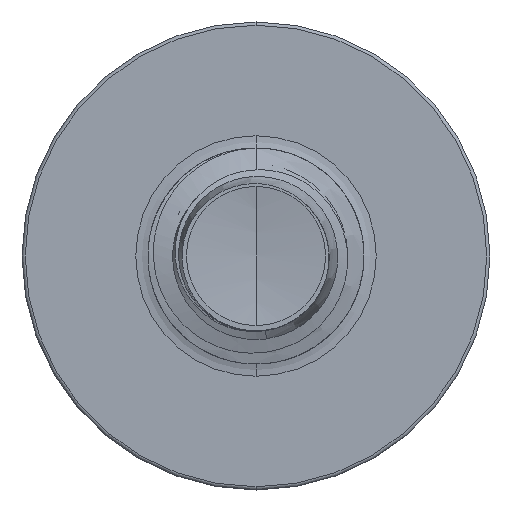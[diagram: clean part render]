
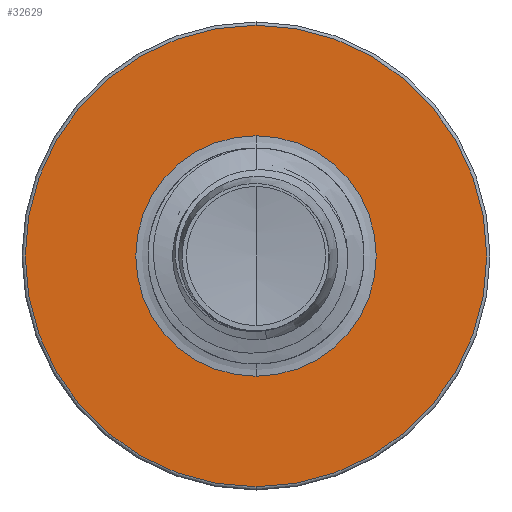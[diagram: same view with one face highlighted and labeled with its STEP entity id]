
A CAD part, front view. The second image highlights one B-rep face of the part: STEP entity #32629.
In plain terms, the highlighted planar face has unit normal (0, -1, 0).
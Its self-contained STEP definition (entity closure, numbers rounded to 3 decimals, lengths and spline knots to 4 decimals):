
#3541 = CARTESIAN_POINT ( 'NONE',  ( 0., 15., -3.205 ) ) ;
#4202 = CIRCLE ( 'NONE', #34154, 1.6704 ) ;
#4258 = CIRCLE ( 'NONE', #28515, 1.6704 ) ;
#4519 = DIRECTION ( 'NONE',  ( 0., 0., 1. ) ) ;
#4591 = DIRECTION ( 'NONE',  ( 0., 1., 0. ) ) ;
#4645 = CARTESIAN_POINT ( 'NONE',  ( 0., 15., 0. ) ) ;
#7046 = VERTEX_POINT ( 'NONE', #21158 ) ;
#8145 = PLANE ( 'NONE',  #32057 ) ;
#9569 = EDGE_LOOP ( 'NONE', ( #25417, #35985 ) ) ;
#9598 = FACE_OUTER_BOUND ( 'NONE', #9569, .T. ) ;
#9626 = CARTESIAN_POINT ( 'NONE',  ( 0., 15., 1.6704 ) ) ;
#9649 = CIRCLE ( 'NONE', #23618, 3.205 ) ;
#10343 = DIRECTION ( 'NONE',  ( 0., 0., 1. ) ) ;
#10356 = DIRECTION ( 'NONE',  ( 0., 1., 0. ) ) ;
#10402 = CARTESIAN_POINT ( 'NONE',  ( 0., 15., 0. ) ) ;
#12195 = DIRECTION ( 'NONE',  ( 0., 1., 0. ) ) ;
#12207 = CIRCLE ( 'NONE', #28823, 3.205 ) ;
#14683 = EDGE_CURVE ( 'NONE', #30375, #7046, #4258, .T. ) ;
#15636 = DIRECTION ( 'NONE',  ( 0., 1., 0. ) ) ;
#16741 = DIRECTION ( 'NONE',  ( 0., 1., 0. ) ) ;
#17762 = EDGE_CURVE ( 'NONE', #31583, #34400, #12207, .T. ) ;
#19438 = EDGE_CURVE ( 'NONE', #7046, #30375, #4202, .T. ) ;
#21158 = CARTESIAN_POINT ( 'NONE',  ( 0., 15., -1.6704 ) ) ;
#23618 = AXIS2_PLACEMENT_3D ( 'NONE', #31473, #16741, #33157 ) ;
#25417 = ORIENTED_EDGE ( 'NONE', *, *, #30167, .F. ) ;
#27263 = CARTESIAN_POINT ( 'NONE',  ( 0., 15., -1.6704 ) ) ;
#28248 = ORIENTED_EDGE ( 'NONE', *, *, #19438, .T. ) ;
#28515 = AXIS2_PLACEMENT_3D ( 'NONE', #10402, #10356, #10343 ) ;
#28823 = AXIS2_PLACEMENT_3D ( 'NONE', #4645, #4591, #4519 ) ;
#30167 = EDGE_CURVE ( 'NONE', #34400, #31583, #9649, .T. ) ;
#30342 = CARTESIAN_POINT ( 'NONE',  ( 0., 15., 3.205 ) ) ;
#30375 = VERTEX_POINT ( 'NONE', #9626 ) ;
#30941 = CARTESIAN_POINT ( 'NONE',  ( 0., 15., 0. ) ) ;
#31143 = DIRECTION ( 'NONE',  ( 0., 0., 1. ) ) ;
#31473 = CARTESIAN_POINT ( 'NONE',  ( 0., 15., 0. ) ) ;
#31583 = VERTEX_POINT ( 'NONE', #3541 ) ;
#32057 = AXIS2_PLACEMENT_3D ( 'NONE', #27263, #12195, #31143 ) ;
#32406 = ORIENTED_EDGE ( 'NONE', *, *, #14683, .T. ) ;
#32449 = EDGE_LOOP ( 'NONE', ( #32406, #28248 ) ) ;
#32629 = ADVANCED_FACE ( 'NONE', ( #9598, #35838 ), #8145, .F. ) ;
#32647 = DIRECTION ( 'NONE',  ( 0., 0., 1. ) ) ;
#33157 = DIRECTION ( 'NONE',  ( 0., 0., 1. ) ) ;
#34154 = AXIS2_PLACEMENT_3D ( 'NONE', #30941, #15636, #32647 ) ;
#34400 = VERTEX_POINT ( 'NONE', #30342 ) ;
#35838 = FACE_BOUND ( 'NONE', #32449, .T. ) ;
#35985 = ORIENTED_EDGE ( 'NONE', *, *, #17762, .F. ) ;
